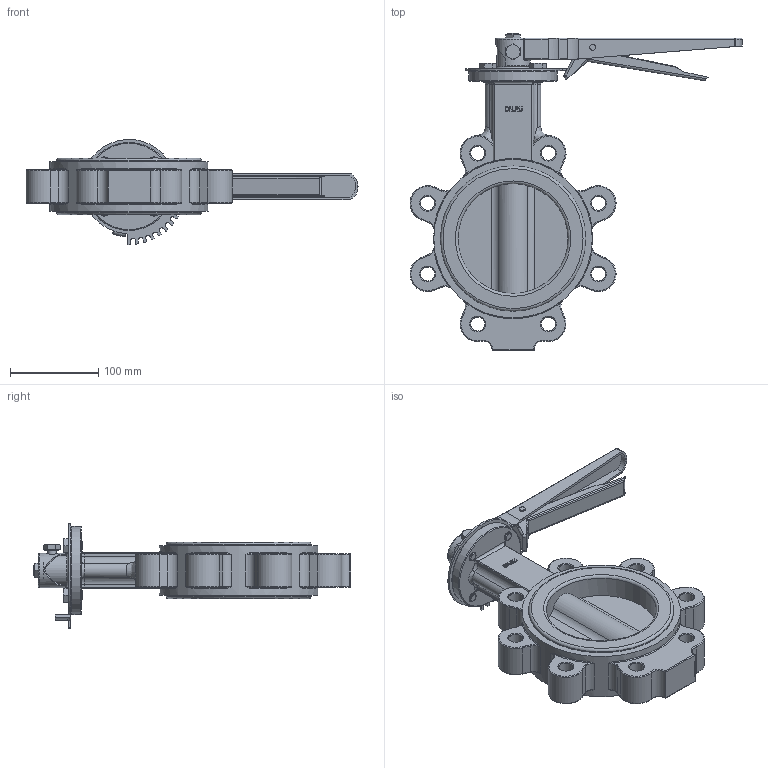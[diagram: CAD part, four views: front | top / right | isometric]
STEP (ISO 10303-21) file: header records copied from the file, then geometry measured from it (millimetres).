
FILE_DESCRIPTION(/* description */ (''),/* implementation_level */ '2;1');
FILE_NAME(/* name */ 'DN125_3D_STEP.stp',/* time_stamp */ '2025-04-17T23:38:55+03:00',/* author */ ('igorr'),/* organization */ (''),/* preprocessor_version */ 'ST-DEVELOPER v20',/* originating_system */ 'Autodesk Inventor 2025',/* authorisation */ '');
FILE_SCHEMA (('AUTOMOTIVE_DESIGN { 1 0 10303 214 3 1 1 }'));
Length unit declared in the file: millimetre
Products named in the file (8): Сборка1; Деталь1; Сборка1_1; Деталь3; Деталь4; Деталь5; AS 1110 - M10 x 16; AS 1110 - M10 x 16_1
Assembly tree (10 placements, depth 3):
  Сборка1
    Деталь1
    Сборка1_1
      Деталь3
      Деталь4
      Деталь5
      AS 1110 - M10 x 16
    AS 1110 - M10 x 16_1  x4
Bounding box: 376.99 x 359.96 x 119.27 mm (x, y, z)
Volume: 1808292.1 mm3; surface area: 273471.3 mm2
Topology: 9 solids, 9 shells, 722 faces, 1806 edges, 1096 vertices
Faces by surface type: plane 283, cylinder 231, torus 84, bspline 67, cone 53, sphere 4
Full cylindrical faces by diameter (mm): 3.9 x1, 6.5 x5, 10 x5, 11 x4, 13 x2, 16 x13, 35.602 x1, 36.4 x1, 39 x1, 100 x1, 125 x2, 165 x2, 180 x1
Entity records: 23550 total; most frequent: CARTESIAN_POINT 7177, ORIENTED_EDGE 3242, DIRECTION 3229, EDGE_CURVE 1621, AXIS2_PLACEMENT_3D 1226, VERTEX_POINT 1006, LINE 777, VECTOR 777
